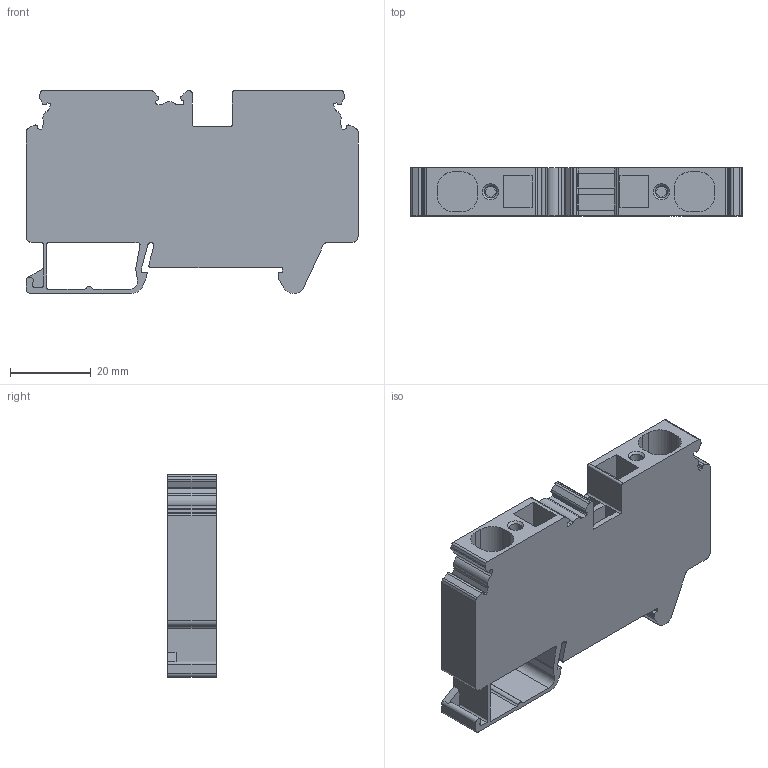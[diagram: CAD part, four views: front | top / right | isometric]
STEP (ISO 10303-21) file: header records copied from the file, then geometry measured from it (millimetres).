
FILE_DESCRIPTION( ( 'Unknown' ), '1' );
FILE_NAME( 'CSC16T.stp', 'Unknown', ( 'Unknown' ), ( 'Unknown' ), 'PSStep 14.0', 'Unknown', ' ' );
FILE_SCHEMA( ( 'AUTOMOTIVE_DESIGN { 1 0 10303 214 1 1 1 1 }' ) );
Length unit declared in the file: millimetre
Products named in the file (1): 1
Bounding box: 82 x 11.9 x 50 mm (x, y, z)
Volume: 34621.8 mm3; surface area: 13370 mm2
Topology: 1 solids, 1 shells, 204 faces, 574 edges, 380 vertices
Faces by surface type: plane 112, cylinder 90, cone 2
Full cylindrical faces by diameter (mm): 3 x2
Entity records: 8231 total; most frequent: DIRECTION 1161, CARTESIAN_POINT 1151, ORIENTED_EDGE 1136, EDGE_CURVE 568, AXIS2_PLACEMENT_3D 388, LINE 385, VECTOR 385, VERTEX_POINT 378
